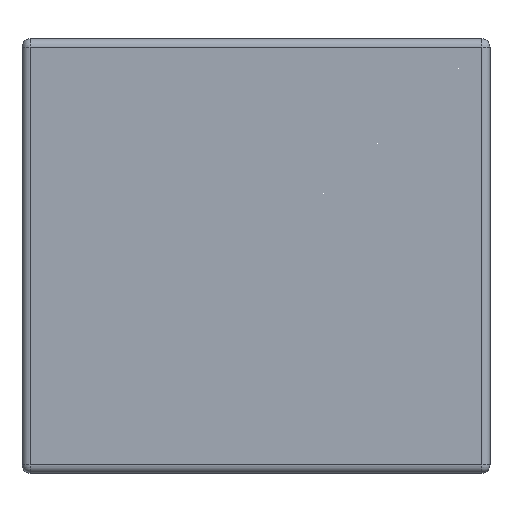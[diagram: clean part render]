
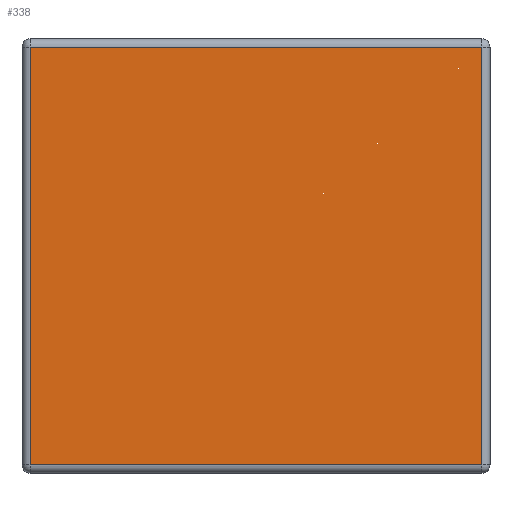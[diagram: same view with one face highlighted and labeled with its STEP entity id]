
A CAD part, front view. The second image highlights one B-rep face of the part: STEP entity #338.
In plain terms, the highlighted planar face has unit normal (0, -1, 0).
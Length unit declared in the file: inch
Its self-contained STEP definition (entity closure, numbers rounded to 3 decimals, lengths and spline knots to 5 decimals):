
#64=FACE_OUTER_BOUND('',#90,.T.);
#90=EDGE_LOOP('',(#251,#252,#253,#254));
#131=LINE('',#606,#155);
#132=LINE('',#608,#156);
#133=LINE('',#610,#157);
#134=LINE('',#611,#158);
#155=VECTOR('',#465,13.5);
#156=VECTOR('',#466,12.5);
#157=VECTOR('',#467,13.5);
#158=VECTOR('',#468,12.5);
#179=VERTEX_POINT('',#604);
#180=VERTEX_POINT('',#605);
#181=VERTEX_POINT('',#607);
#182=VERTEX_POINT('',#609);
#203=EDGE_CURVE('',#179,#180,#131,.F.);
#204=EDGE_CURVE('',#180,#181,#132,.F.);
#205=EDGE_CURVE('',#181,#182,#133,.F.);
#206=EDGE_CURVE('',#182,#179,#134,.F.);
#251=ORIENTED_EDGE('',*,*,#203,.T.);
#252=ORIENTED_EDGE('',*,*,#204,.T.);
#253=ORIENTED_EDGE('',*,*,#205,.T.);
#254=ORIENTED_EDGE('',*,*,#206,.T.);
#332=PLANE('',#386);
#338=ADVANCED_FACE('',(#64),#332,.F.);
#386=AXIS2_PLACEMENT_3D('',#603,#463,#464);
#463=DIRECTION('center_axis',(0.,1.,0.));
#464=DIRECTION('ref_axis',(0.,0.,1.));
#465=DIRECTION('',(1.,0.,0.));
#466=DIRECTION('',(0.,0.,1.));
#467=DIRECTION('',(-1.,0.,0.));
#468=DIRECTION('',(0.,0.,-1.));
#603=CARTESIAN_POINT('Origin',(0.,0.,0.));
#604=CARTESIAN_POINT('',(6.75,0.,6.25));
#605=CARTESIAN_POINT('',(-6.75,0.,6.25));
#606=CARTESIAN_POINT('',(-6.75,0.,6.25));
#607=CARTESIAN_POINT('',(-6.75,0.,-6.25));
#608=CARTESIAN_POINT('',(-6.75,0.,-6.25));
#609=CARTESIAN_POINT('',(6.75,0.,-6.25));
#610=CARTESIAN_POINT('',(6.75,0.,-6.25));
#611=CARTESIAN_POINT('',(6.75,0.,6.25));
